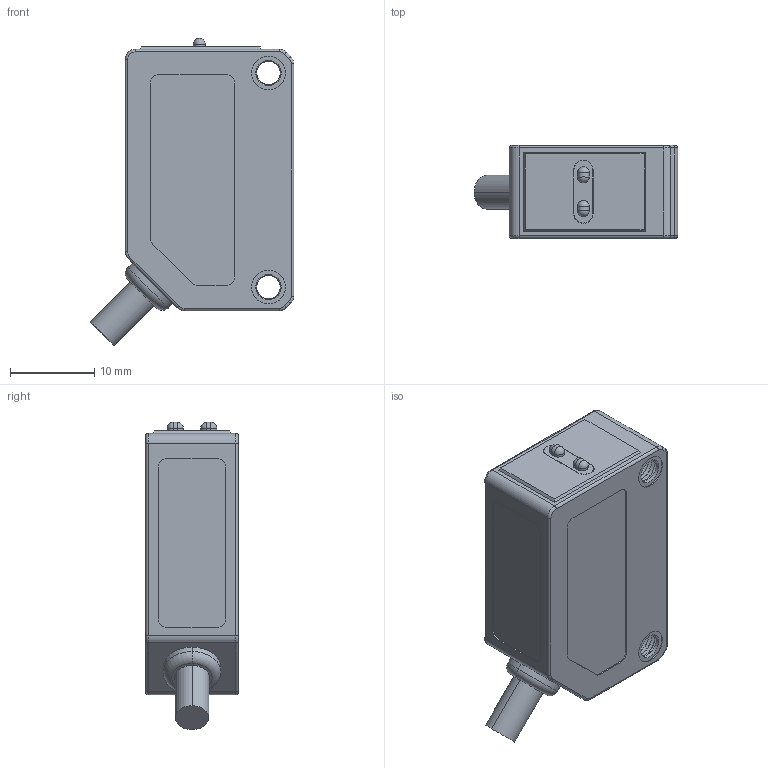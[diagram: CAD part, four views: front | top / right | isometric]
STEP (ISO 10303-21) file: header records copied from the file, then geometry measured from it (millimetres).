
FILE_DESCRIPTION((''),'2;1');
FILE_NAME('PRT0009','2021-12-25T',('EDY'),(''),'CREO PARAMETRIC BY PTC INC, 2018070','CREO PARAMETRIC BY PTC INC, 2018070','');
FILE_SCHEMA(('CONFIG_CONTROL_DESIGN'));
Length unit declared in the file: millimetre
Products named in the file (1): PRT0009
Bounding box: 24.14 x 11 x 36.44 mm (x, y, z)
Volume: 6501.8 mm3; surface area: 2888.8 mm2
Topology: 1 solids, 1 shells, 305 faces, 809 edges, 525 vertices
Faces by surface type: cylinder 156, plane 97, bspline 30, torus 16, sphere 4, cone 2
Entity records: 15707 total; most frequent: CARTESIAN_POINT 8387, ORIENTED_EDGE 1610, DIRECTION 1336, EDGE_CURVE 805, VERTEX_POINT 525, AXIS2_PLACEMENT_3D 476, VECTOR 384, LINE 384
